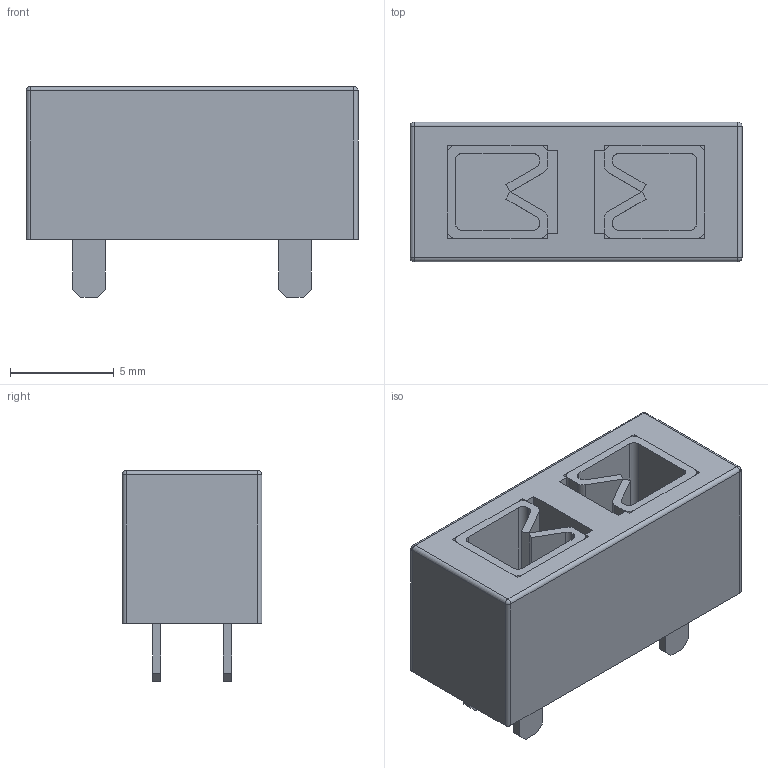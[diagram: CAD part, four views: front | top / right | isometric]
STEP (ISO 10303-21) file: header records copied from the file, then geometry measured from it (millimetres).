
FILE_DESCRIPTION(/* description */ ('model of Fuseholder_Blade_Mini_Keystone_3568'),/* implementation_level */ '2;1');
FILE_NAME(/* name */ 'Fuseholder_Blade_Mini_Keystone_3568.step',/* time_stamp */ '2019-01-12T13:27:13',/* author */ ('kicad StepUp','ksu'),/* organization */ ('FreeCAD'),/* preprocessor_version */ 'OCC',/* originating_system */ 'kicad StepUp',/* authorisation */ '');
FILE_SCHEMA(('AUTOMOTIVE_DESIGN { 1 0 10303 214 1 1 1 1 }'));
Length unit declared in the file: millimetre
Products named in the file (1): A_Keystone_3568
Bounding box: 16 x 6.73 x 10.16 mm (x, y, z)
Volume: 679.5 mm3; surface area: 829.1 mm2
Topology: 1 solids, 1 shells, 132 faces, 396 edges, 266 vertices
Faces by surface type: plane 96, cylinder 32, sphere 4
Entity records: 3094 total; most frequent: ORIENTED_EDGE 572, CARTESIAN_POINT 497, EDGE_CURVE 392, LINE 274, VERTEX_POINT 266, AXIS2_PLACEMENT_3D 200, FACE_BOUND 140, EDGE_LOOP 138
